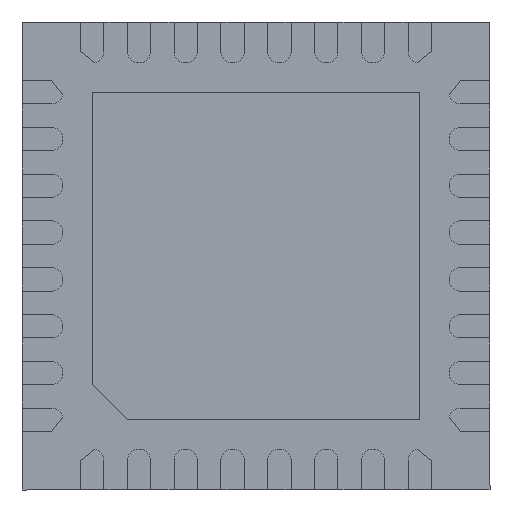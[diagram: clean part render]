
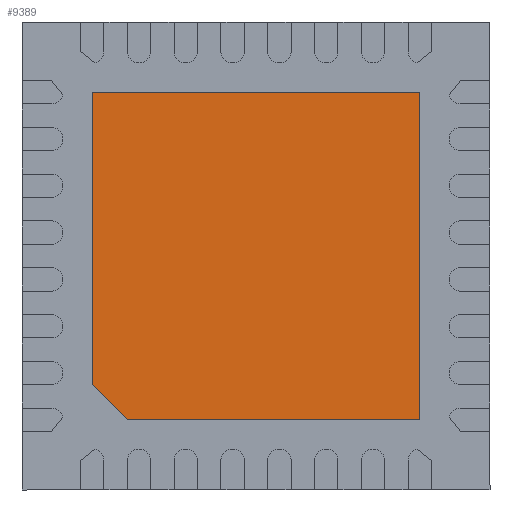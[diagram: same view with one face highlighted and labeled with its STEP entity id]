
A CAD part, front view. The second image highlights one B-rep face of the part: STEP entity #9389.
In plain terms, the highlighted planar face has unit normal (0, -1, 0).
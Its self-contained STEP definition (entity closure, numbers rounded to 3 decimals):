
#422 = PLANE ( 'NONE',  #3293 ) ;
#625 = CARTESIAN_POINT ( 'NONE',  ( 1.4, -0.05, -1.4 ) ) ;
#1143 = ORIENTED_EDGE ( 'NONE', *, *, #9919, .T. ) ;
#1165 = CARTESIAN_POINT ( 'NONE',  ( 0., -0.05, 0. ) ) ;
#1192 = LINE ( 'NONE', #10745, #5340 ) ;
#1221 = DIRECTION ( 'NONE',  ( 0., 0., 1. ) ) ;
#1752 = EDGE_CURVE ( 'NONE', #7313, #10889, #6349, .T. ) ;
#2192 = CARTESIAN_POINT ( 'NONE',  ( -1.1, -0.05, -1.4 ) ) ;
#2520 = CARTESIAN_POINT ( 'NONE',  ( 1.4, -0.05, -1.4 ) ) ;
#2834 = ORIENTED_EDGE ( 'NONE', *, *, #7292, .T. ) ;
#2872 = DIRECTION ( 'NONE',  ( 0., -1., 0. ) ) ;
#2878 = VECTOR ( 'NONE', #7613, 1000. ) ;
#3240 = VECTOR ( 'NONE', #4568, 1000. ) ;
#3262 = EDGE_CURVE ( 'NONE', #8848, #7313, #7761, .T. ) ;
#3268 = CARTESIAN_POINT ( 'NONE',  ( 1.4, -0.05, 1.4 ) ) ;
#3287 = CARTESIAN_POINT ( 'NONE',  ( -1.4, -0.05, 1.4 ) ) ;
#3293 = AXIS2_PLACEMENT_3D ( 'NONE', #1165, #2872, #1221 ) ;
#3852 = FACE_OUTER_BOUND ( 'NONE', #4619, .T. ) ;
#4131 = ORIENTED_EDGE ( 'NONE', *, *, #8628, .T. ) ;
#4568 = DIRECTION ( 'NONE',  ( 0.707, 0., -0.707 ) ) ;
#4619 = EDGE_LOOP ( 'NONE', ( #8995, #9982, #4131, #2834, #1143 ) ) ;
#4923 = CARTESIAN_POINT ( 'NONE',  ( -1.1, -0.05, -1.4 ) ) ;
#5340 = VECTOR ( 'NONE', #9035, 1000. ) ;
#5693 = DIRECTION ( 'NONE',  ( 1., 0., 0. ) ) ;
#6349 = LINE ( 'NONE', #8912, #3240 ) ;
#7292 = EDGE_CURVE ( 'NONE', #10621, #8499, #8483, .T. ) ;
#7313 = VERTEX_POINT ( 'NONE', #10350 ) ;
#7613 = DIRECTION ( 'NONE',  ( 0., 0., 1. ) ) ;
#7761 = LINE ( 'NONE', #3287, #8599 ) ;
#7835 = LINE ( 'NONE', #2192, #8940 ) ;
#8234 = CARTESIAN_POINT ( 'NONE',  ( -1.4, -0.05, 1.4 ) ) ;
#8483 = LINE ( 'NONE', #625, #2878 ) ;
#8499 = VERTEX_POINT ( 'NONE', #3268 ) ;
#8562 = DIRECTION ( 'NONE',  ( 0., 0., -1. ) ) ;
#8599 = VECTOR ( 'NONE', #8562, 1000. ) ;
#8628 = EDGE_CURVE ( 'NONE', #10889, #10621, #7835, .T. ) ;
#8848 = VERTEX_POINT ( 'NONE', #8234 ) ;
#8912 = CARTESIAN_POINT ( 'NONE',  ( -1.4, -0.05, -1.1 ) ) ;
#8940 = VECTOR ( 'NONE', #5693, 1000. ) ;
#8995 = ORIENTED_EDGE ( 'NONE', *, *, #3262, .T. ) ;
#9035 = DIRECTION ( 'NONE',  ( -1., 0., 0. ) ) ;
#9389 = ADVANCED_FACE ( 'NONE', ( #3852 ), #422, .T. ) ;
#9919 = EDGE_CURVE ( 'NONE', #8499, #8848, #1192, .T. ) ;
#9982 = ORIENTED_EDGE ( 'NONE', *, *, #1752, .T. ) ;
#10350 = CARTESIAN_POINT ( 'NONE',  ( -1.4, -0.05, -1.1 ) ) ;
#10621 = VERTEX_POINT ( 'NONE', #2520 ) ;
#10745 = CARTESIAN_POINT ( 'NONE',  ( 1.4, -0.05, 1.4 ) ) ;
#10889 = VERTEX_POINT ( 'NONE', #4923 ) ;
